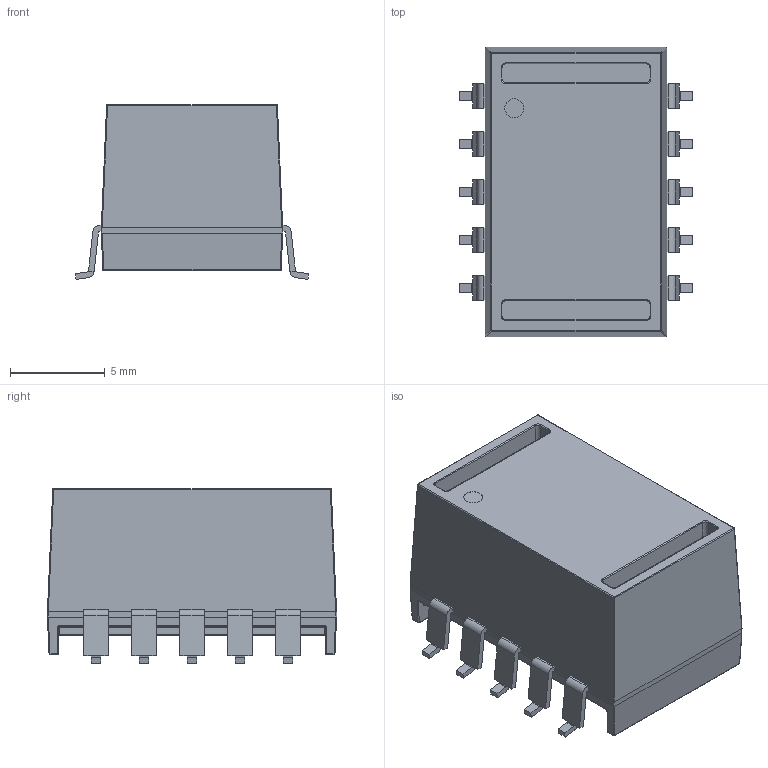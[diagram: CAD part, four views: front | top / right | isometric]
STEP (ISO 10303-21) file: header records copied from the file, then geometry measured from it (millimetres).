
FILE_DESCRIPTION(/* description */ ('model of RECOM_R-78AAxx0.5-SMD'),/* implementation_level */ '2;1');
FILE_NAME(/* name */ 'RECOM_R-78AAxx0.5-SMD.stp',/* time_stamp */ '2015-12-06T00:02:25',/* author */ ('Joan The Spark',''),/* organization */ (''),/* preprocessor_version */ '',/* originating_system */ '',/* authorisation */ '');
FILE_SCHEMA (('AUTOMOTIVE_DESIGN { 1 0 10303 214 3 1 1 }'));
Length unit declared in the file: millimetre
Products named in the file (1): RECOM_SMD-10
Bounding box: 12.35 x 15.3 x 9.24 mm (x, y, z)
Volume: 1096.3 mm3; surface area: 823.5 mm2
Topology: 1 solids, 1 shells, 296 faces, 753 edges, 462 vertices
Faces by surface type: plane 163, cylinder 101, sphere 16, torus 12, bspline 4
Full cylindrical faces by diameter (mm): 1 x1
Entity records: 9040 total; most frequent: CARTESIAN_POINT 1617, DIRECTION 1548, ORIENTED_EDGE 1504, EDGE_CURVE 752, LINE 542, VECTOR 542, AXIS2_PLACEMENT_3D 503, VERTEX_POINT 462
